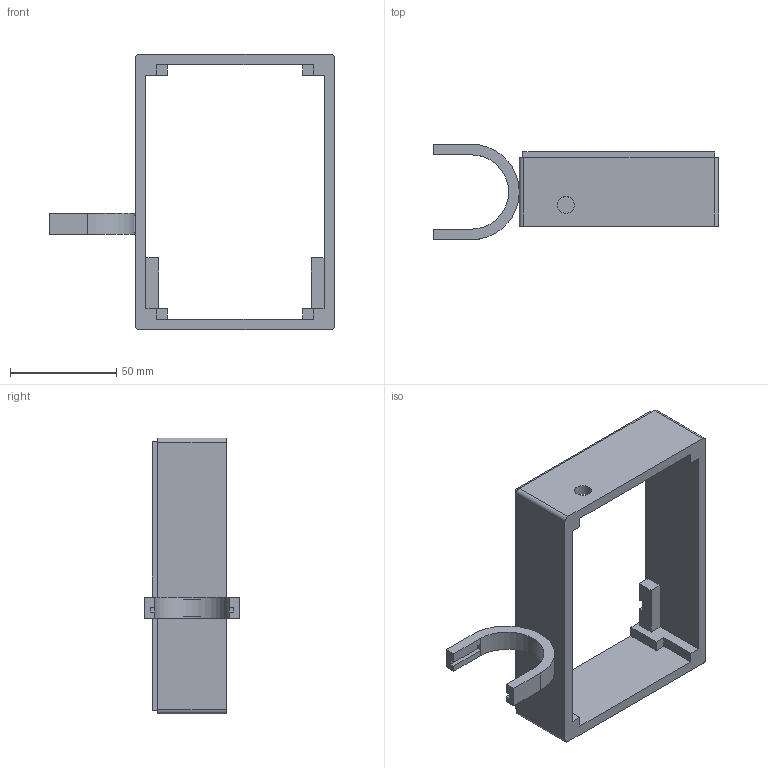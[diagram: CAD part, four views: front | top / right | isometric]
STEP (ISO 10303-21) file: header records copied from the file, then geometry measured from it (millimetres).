
FILE_DESCRIPTION (( 'STEP AP214' ), '1' );
FILE_NAME ('Model_2_middle_stp.STEP', '2021-06-15T08:29:19', ( '' ), ( '' ), 'SwSTEP 2.0', 'SolidWorks 2020', '' );
FILE_SCHEMA (( 'AUTOMOTIVE_DESIGN' ));
Length unit declared in the file: millimetre
Products named in the file (1): Model_2_middle_stp
Bounding box: 134.5 x 45 x 130 mm (x, y, z)
Volume: 85233.3 mm3; surface area: 38516.6 mm2
Topology: 2 solids, 2 shells, 78 faces, 212 edges, 140 vertices
Faces by surface type: plane 70, cylinder 8
Entity records: 2713 total; most frequent: CARTESIAN_POINT 431, ORIENTED_EDGE 424, DIRECTION 386, EDGE_CURVE 212, VECTOR 196, LINE 196, VERTEX_POINT 140, AXIS2_PLACEMENT_3D 95
